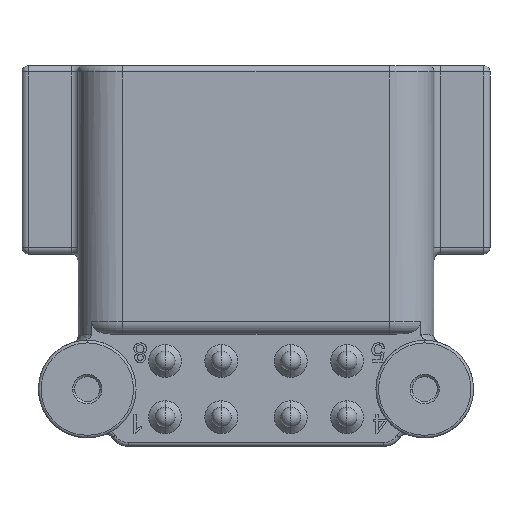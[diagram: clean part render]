
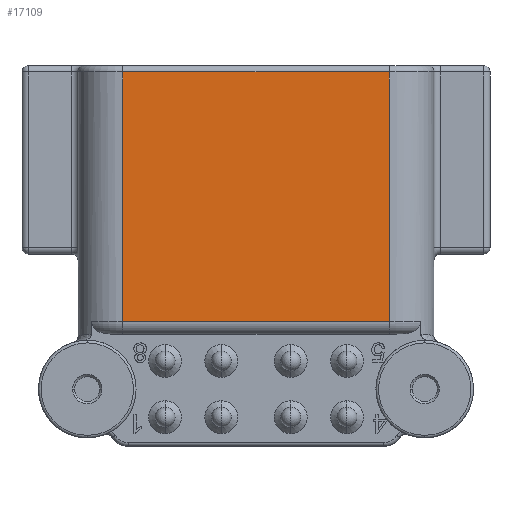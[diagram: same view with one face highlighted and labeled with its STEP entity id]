
A CAD part, front view. The second image highlights one B-rep face of the part: STEP entity #17109.
In plain terms, the highlighted planar face has unit normal (0, -1, 0).
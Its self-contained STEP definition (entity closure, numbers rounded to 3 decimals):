
#3631=DIRECTION('',(0.,0.,1.));
#3632=VECTOR('',#3631,19.6);
#3633=CARTESIAN_POINT('',(10.475,-11.66,-0.5));
#3634=LINE('',#3633,#3632);
#4031=DIRECTION('',(1.,0.,0.));
#4032=VECTOR('',#4031,20.95);
#4033=CARTESIAN_POINT('',(-10.475,-11.66,19.1));
#4034=LINE('',#4033,#4032);
#4035=DIRECTION('',(0.,0.,1.));
#4036=VECTOR('',#4035,19.6);
#4037=CARTESIAN_POINT('',(-10.475,-11.66,-0.5));
#4038=LINE('',#4037,#4036);
#4043=DIRECTION('',(-1.,0.,0.));
#4044=VECTOR('',#4043,20.95);
#4045=CARTESIAN_POINT('',(10.475,-11.66,-0.5));
#4046=LINE('',#4045,#4044);
#10351=CARTESIAN_POINT('',(-10.475,-11.66,-0.5));
#10353=VERTEX_POINT('',#10351);
#10520=CARTESIAN_POINT('',(10.475,-11.66,-0.5));
#10522=VERTEX_POINT('',#10520);
#11877=CARTESIAN_POINT('',(10.475,-11.66,19.1));
#11878=VERTEX_POINT('',#11877);
#11881=CARTESIAN_POINT('',(-10.475,-11.66,19.1));
#11882=VERTEX_POINT('',#11881);
#17096=CARTESIAN_POINT('',(-10.475,-11.66,-1.5));
#17097=DIRECTION('',(0.,-1.,0.));
#17098=DIRECTION('',(0.,0.,-1.));
#17099=AXIS2_PLACEMENT_3D('',#17096,#17097,#17098);
#17100=PLANE('',#17099);
#17101=ORIENTED_EDGE('',*,*,#17090,.T.);
#17102=ORIENTED_EDGE('',*,*,#16672,.F.);
#17104=ORIENTED_EDGE('',*,*,#17103,.T.);
#17106=ORIENTED_EDGE('',*,*,#17105,.T.);
#17107=EDGE_LOOP('',(#17101,#17102,#17104,#17106));
#17108=FACE_OUTER_BOUND('',#17107,.F.);
#17109=ADVANCED_FACE('',(#17108),#17100,.T.);
#16672=EDGE_CURVE('',#10522,#11878,#3634,.T.);
#17090=EDGE_CURVE('',#11882,#11878,#4034,.T.);
#17103=EDGE_CURVE('',#10522,#10353,#4046,.T.);
#17105=EDGE_CURVE('',#10353,#11882,#4038,.T.);
